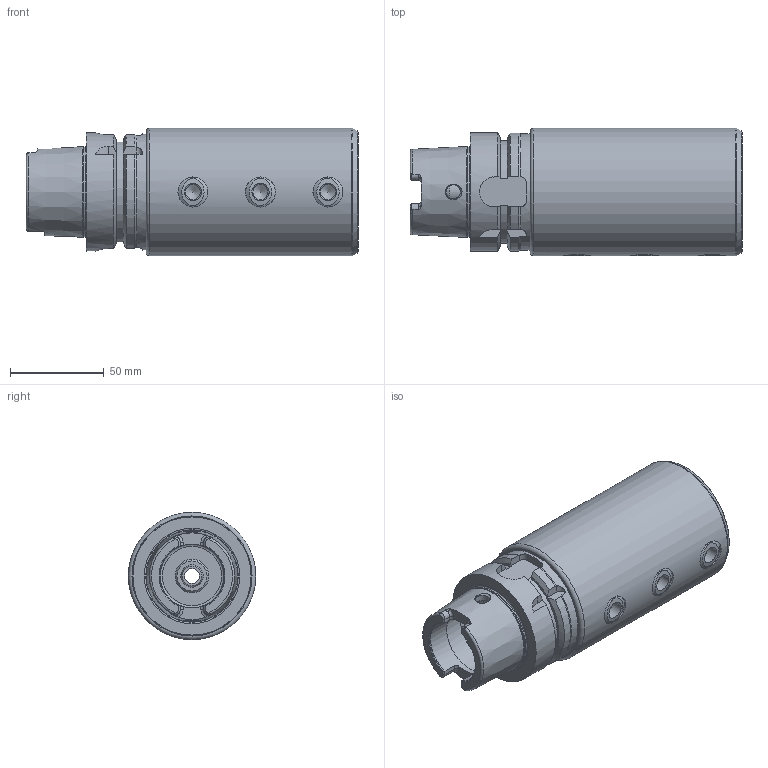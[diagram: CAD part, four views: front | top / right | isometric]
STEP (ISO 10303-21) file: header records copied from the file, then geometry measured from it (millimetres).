
FILE_DESCRIPTION((''),'2;1');
FILE_NAME('591075040145-3D.stp','2019-12-10T19:21:59',('nttooll'),(''),'Autodesk Inventor 2012','Autodesk Inventor 2012','');
FILE_SCHEMA(('AUTOMOTIVE_DESIGN { 1 0 10303 214 1 1 1 1 }'));
Length unit declared in the file: millimetre
Products named in the file (1): 591075040145-3D
Bounding box: 177 x 68 x 68 mm (x, y, z)
Volume: 364146.4 mm3; surface area: 66682.6 mm2
Topology: 1 solids, 1 shells, 174 faces, 443 edges, 281 vertices
Faces by surface type: cylinder 59, plane 53, cone 41, torus 21
Full cylindrical faces by diameter (mm): 7.5 x2, 8 x4, 9.238 x3, 11.3 x1, 12 x4, 16 x6, 18 x1, 34 x1, 34.5 x1, 40 x2, 40.4 x1, 48 x1, 62 x1, 63 x1, 68 x1
Entity records: 5536 total; most frequent: CARTESIAN_POINT 1774, DIRECTION 764, ORIENTED_EDGE 718, EDGE_CURVE 359, AXIS2_PLACEMENT_3D 328, VERTEX_POINT 262, EDGE_LOOP 255, FACE_OUTER_BOUND 174
